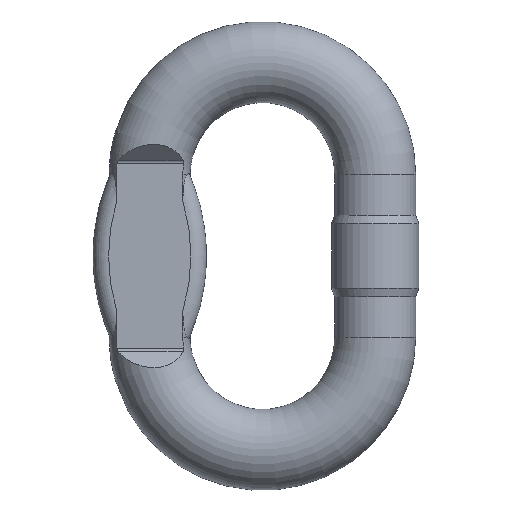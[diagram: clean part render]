
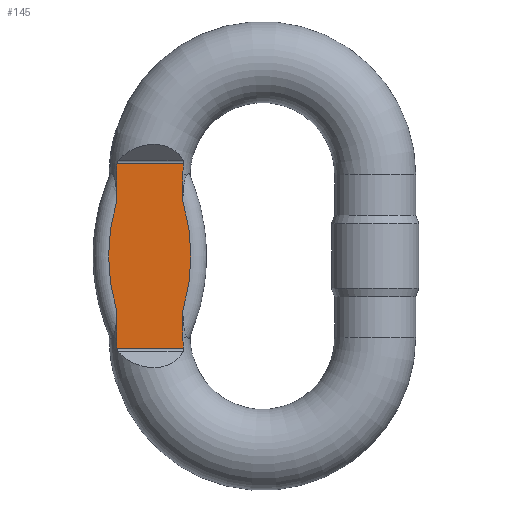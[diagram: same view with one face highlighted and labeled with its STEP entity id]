
A CAD part, top view. The second image highlights one B-rep face of the part: STEP entity #145.
In plain terms, the highlighted planar face has unit normal (0, 0, 1).
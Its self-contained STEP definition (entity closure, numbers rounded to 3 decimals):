
#35=PLANE('',#697);
#42=LINE('',#1040,#58);
#43=LINE('',#1042,#59);
#45=LINE('',#1099,#61);
#46=LINE('',#1101,#62);
#52=LINE('',#1289,#68);
#53=LINE('',#1291,#69);
#58=VECTOR('',#748,1.);
#59=VECTOR('',#751,1.);
#61=VECTOR('',#769,1.);
#62=VECTOR('',#772,1.);
#68=VECTOR('',#824,1.);
#69=VECTOR('',#827,1.);
#110=FACE_OUTER_BOUND('',#249,.T.);
#145=ADVANCED_FACE('',(#110),#35,.T.);
#249=EDGE_LOOP('',(#372,#373,#374,#375,#376,#377,#378,#379,#380,#381,#382,
#383));
#372=ORIENTED_EDGE('',*,*,#543,.F.);
#373=ORIENTED_EDGE('',*,*,#600,.T.);
#374=ORIENTED_EDGE('',*,*,#538,.F.);
#375=ORIENTED_EDGE('',*,*,#549,.T.);
#376=ORIENTED_EDGE('',*,*,#601,.T.);
#377=ORIENTED_EDGE('',*,*,#550,.T.);
#378=ORIENTED_EDGE('',*,*,#574,.T.);
#379=ORIENTED_EDGE('',*,*,#602,.T.);
#380=ORIENTED_EDGE('',*,*,#569,.T.);
#381=ORIENTED_EDGE('',*,*,#561,.T.);
#382=ORIENTED_EDGE('',*,*,#603,.T.);
#383=ORIENTED_EDGE('',*,*,#562,.T.);
#472=VERTEX_POINT('',#969);
#473=VERTEX_POINT('',#971);
#477=VERTEX_POINT('',#1009);
#478=VERTEX_POINT('',#1011);
#481=VERTEX_POINT('',#1039);
#482=VERTEX_POINT('',#1043);
#483=VERTEX_POINT('',#1044);
#490=VERTEX_POINT('',#1088);
#492=VERTEX_POINT('',#1098);
#493=VERTEX_POINT('',#1102);
#497=VERTEX_POINT('',#1137);
#501=VERTEX_POINT('',#1175);
#538=EDGE_CURVE('',#472,#473,#620,.T.);
#543=EDGE_CURVE('',#477,#478,#621,.T.);
#549=EDGE_CURVE('',#472,#481,#42,.T.);
#550=EDGE_CURVE('',#482,#483,#43,.T.);
#561=EDGE_CURVE('',#490,#492,#45,.T.);
#562=EDGE_CURVE('',#493,#478,#46,.T.);
#569=EDGE_CURVE('',#497,#490,#629,.T.);
#574=EDGE_CURVE('',#483,#501,#630,.T.);
#600=EDGE_CURVE('',#477,#473,#52,.T.);
#601=EDGE_CURVE('',#481,#482,#640,.T.);
#602=EDGE_CURVE('',#501,#497,#53,.T.);
#603=EDGE_CURVE('',#492,#493,#641,.T.);
#620=CIRCLE('',#655,44.136);
#621=CIRCLE('',#656,80.864);
#629=CIRCLE('',#675,80.864);
#630=CIRCLE('',#676,44.136);
#640=CIRCLE('',#695,104.057);
#641=CIRCLE('',#696,104.057);
#655=AXIS2_PLACEMENT_3D('',#970,#734,#735);
#656=AXIS2_PLACEMENT_3D('',#1010,#736,#737);
#675=AXIS2_PLACEMENT_3D('',#1136,#780,#781);
#676=AXIS2_PLACEMENT_3D('',#1176,#782,#783);
#695=AXIS2_PLACEMENT_3D('',#1290,#825,#826);
#696=AXIS2_PLACEMENT_3D('',#1292,#828,#829);
#697=AXIS2_PLACEMENT_3D('',#1293,#830,#831);
#734=DIRECTION('',(0.,0.,1.));
#735=DIRECTION('',(-1.,0.,0.));
#736=DIRECTION('',(0.,0.,-1.));
#737=DIRECTION('',(1.,0.,0.));
#748=DIRECTION('',(0.,1.,0.));
#751=DIRECTION('',(0.,1.,0.));
#769=DIRECTION('',(0.,-1.,0.));
#772=DIRECTION('',(0.,-1.,0.));
#780=DIRECTION('',(0.,0.,1.));
#781=DIRECTION('',(1.,0.,0.));
#782=DIRECTION('',(0.,0.,-1.));
#783=DIRECTION('',(-1.,0.,0.));
#824=DIRECTION('',(1.,0.,0.));
#825=DIRECTION('',(0.,0.,1.));
#826=DIRECTION('',(1.,0.,0.));
#827=DIRECTION('',(-1.,0.,0.));
#828=DIRECTION('',(0.,0.,1.));
#829=DIRECTION('',(1.,0.,0.));
#830=DIRECTION('',(0.,0.,1.));
#831=DIRECTION('',(1.,0.,0.));
#969=CARTESIAN_POINT('',(-44.136,-45.,13.));
#970=CARTESIAN_POINT('',(0.,-45.,13.));
#971=CARTESIAN_POINT('',(-43.684,-51.298,13.));
#1009=CARTESIAN_POINT('',(-80.619,-51.298,13.));
#1010=CARTESIAN_POINT('',(0.,-45.,13.));
#1011=CARTESIAN_POINT('',(-80.864,-45.,13.));
#1039=CARTESIAN_POINT('',(-44.136,-30.168,13.));
#1040=CARTESIAN_POINT('',(-44.136,0.,13.));
#1042=CARTESIAN_POINT('',(-44.136,0.,13.));
#1043=CARTESIAN_POINT('',(-44.136,30.168,13.));
#1044=CARTESIAN_POINT('',(-44.136,45.,13.));
#1088=CARTESIAN_POINT('',(-80.864,45.,13.));
#1098=CARTESIAN_POINT('',(-80.864,30.168,13.));
#1099=CARTESIAN_POINT('',(-80.864,0.,13.));
#1101=CARTESIAN_POINT('',(-80.864,0.,13.));
#1102=CARTESIAN_POINT('',(-80.864,-30.168,13.));
#1136=CARTESIAN_POINT('',(0.,45.,13.));
#1137=CARTESIAN_POINT('',(-80.619,51.298,13.));
#1175=CARTESIAN_POINT('',(-43.684,51.298,13.));
#1176=CARTESIAN_POINT('',(0.,45.,13.));
#1289=CARTESIAN_POINT('',(-85.,-51.298,13.));
#1290=CARTESIAN_POINT('',(-143.723,0.,13.));
#1291=CARTESIAN_POINT('',(-85.,51.298,13.));
#1292=CARTESIAN_POINT('',(18.723,0.,13.));
#1293=CARTESIAN_POINT('',(-85.,-61.875,13.));
